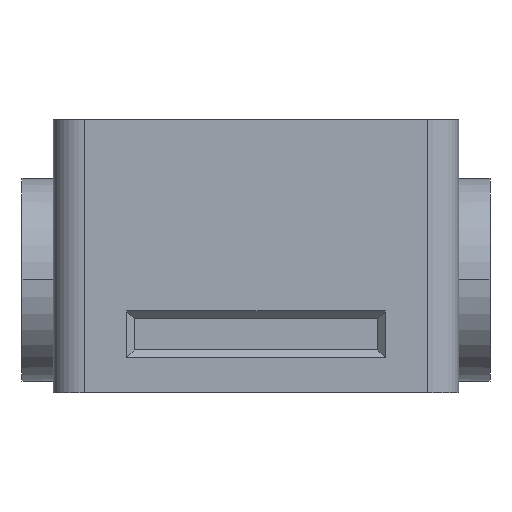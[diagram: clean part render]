
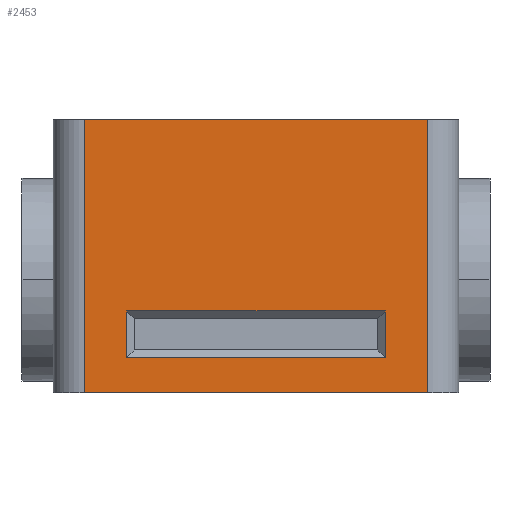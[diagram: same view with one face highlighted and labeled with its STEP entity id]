
A CAD part, left-side view. The second image highlights one B-rep face of the part: STEP entity #2453.
In plain terms, the highlighted planar face has unit normal (-1, 0, 0).
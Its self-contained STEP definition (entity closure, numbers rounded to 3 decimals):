
#158 = EDGE_CURVE ( 'NONE', #1937, #1871, #868, .T. ) ;
#184 = EDGE_CURVE ( 'NONE', #1871, #1952, #946, .T. ) ;
#186 = EDGE_CURVE ( 'NONE', #1952, #1868, #952, .T. ) ;
#187 = EDGE_CURVE ( 'NONE', #1937, #1868, #955, .T. ) ;
#429 = EDGE_CURVE ( 'NONE', #1872, #1870, #1247, .T. ) ;
#433 = EDGE_CURVE ( 'NONE', #1870, #1869, #1259, .T. ) ;
#436 = EDGE_CURVE ( 'NONE', #1869, #1867, #1268, .T. ) ;
#438 = EDGE_CURVE ( 'NONE', #1867, #1872, #1274, .T. ) ;
#668 = ORIENTED_EDGE ( 'NONE', *, *, #158, .F. ) ;
#669 = ORIENTED_EDGE ( 'NONE', *, *, #186, .F. ) ;
#670 = ORIENTED_EDGE ( 'NONE', *, *, #184, .F. ) ;
#671 = ORIENTED_EDGE ( 'NONE', *, *, #187, .T. ) ;
#672 = ORIENTED_EDGE ( 'NONE', *, *, #429, .F. ) ;
#673 = ORIENTED_EDGE ( 'NONE', *, *, #433, .F. ) ;
#674 = ORIENTED_EDGE ( 'NONE', *, *, #438, .F. ) ;
#676 = ORIENTED_EDGE ( 'NONE', *, *, #436, .F. ) ;
#868 = LINE ( 'NONE', #869, #2509 ) ;
#869 = CARTESIAN_POINT ( 'NONE',  ( -79.9, 0., 0. ) ) ;
#870 = DIRECTION ( 'NONE',  ( 0., 1., 0. ) ) ;
#946 = LINE ( 'NONE', #947, #2534 ) ;
#947 = CARTESIAN_POINT ( 'NONE',  ( -79.9, 22., 17.5 ) ) ;
#948 = DIRECTION ( 'NONE',  ( 0., 0., 1. ) ) ;
#952 = LINE ( 'NONE', #953, #2535 ) ;
#953 = CARTESIAN_POINT ( 'NONE',  ( -79.9, 0., 35. ) ) ;
#954 = DIRECTION ( 'NONE',  ( 0., -1., 0. ) ) ;
#955 = LINE ( 'NONE', #956, #2536 ) ;
#956 = CARTESIAN_POINT ( 'NONE',  ( -79.9, -22., 17.5 ) ) ;
#957 = DIRECTION ( 'NONE',  ( 0., 0., 1. ) ) ;
#1247 = LINE ( 'NONE', #1248, #1645 ) ;
#1248 = CARTESIAN_POINT ( 'NONE',  ( -79.9, -16.6, 17.5 ) ) ;
#1249 = DIRECTION ( 'NONE',  ( 0., 0., 1. ) ) ;
#1259 = LINE ( 'NONE', #1260, #1651 ) ;
#1260 = CARTESIAN_POINT ( 'NONE',  ( -79.9, 0., 10.5 ) ) ;
#1261 = DIRECTION ( 'NONE',  ( 0., 1., 0. ) ) ;
#1268 = LINE ( 'NONE', #1269, #1655 ) ;
#1269 = CARTESIAN_POINT ( 'NONE',  ( -79.9, 16.6, 17.5 ) ) ;
#1270 = DIRECTION ( 'NONE',  ( 0., 0., -1. ) ) ;
#1274 = LINE ( 'NONE', #1275, #1658 ) ;
#1275 = CARTESIAN_POINT ( 'NONE',  ( -79.9, 0., 4.5 ) ) ;
#1276 = DIRECTION ( 'NONE',  ( 0., -1., 0. ) ) ;
#1307 = CARTESIAN_POINT ( 'NONE',  ( -79.9, 16.6, 4.5 ) ) ;
#1308 = CARTESIAN_POINT ( 'NONE',  ( -79.9, -22., 35. ) ) ;
#1309 = CARTESIAN_POINT ( 'NONE',  ( -79.9, 16.6, 10.5 ) ) ;
#1310 = CARTESIAN_POINT ( 'NONE',  ( -79.9, -16.6, 10.5 ) ) ;
#1311 = CARTESIAN_POINT ( 'NONE',  ( -79.9, 22., 0. ) ) ;
#1312 = CARTESIAN_POINT ( 'NONE',  ( -79.9, -16.6, 4.5 ) ) ;
#1377 = CARTESIAN_POINT ( 'NONE',  ( -79.9, -22., 0. ) ) ;
#1392 = CARTESIAN_POINT ( 'NONE',  ( -79.9, 22., 35. ) ) ;
#1645 = VECTOR ( 'NONE', #1249, 1000. ) ;
#1651 = VECTOR ( 'NONE', #1261, 1000. ) ;
#1655 = VECTOR ( 'NONE', #1270, 1000. ) ;
#1658 = VECTOR ( 'NONE', #1276, 1000. ) ;
#1738 = FACE_BOUND ( 'NONE', #2121, .T. ) ;
#1744 = FACE_OUTER_BOUND ( 'NONE', #2122, .T. ) ;
#1746 = AXIS2_PLACEMENT_3D ( 'NONE', #2865, #2866, #2867 ) ;
#1867 = VERTEX_POINT ( 'NONE', #1307 ) ;
#1868 = VERTEX_POINT ( 'NONE', #1308 ) ;
#1869 = VERTEX_POINT ( 'NONE', #1309 ) ;
#1870 = VERTEX_POINT ( 'NONE', #1310 ) ;
#1871 = VERTEX_POINT ( 'NONE', #1311 ) ;
#1872 = VERTEX_POINT ( 'NONE', #1312 ) ;
#1937 = VERTEX_POINT ( 'NONE', #1377 ) ;
#1952 = VERTEX_POINT ( 'NONE', #1392 ) ;
#2121 = EDGE_LOOP ( 'NONE', ( #676, #673, #672, #674 ) ) ;
#2122 = EDGE_LOOP ( 'NONE', ( #671, #669, #670, #668 ) ) ;
#2453 = ADVANCED_FACE ( 'NONE', ( #1738, #1744 ), #2864, .F. ) ;
#2509 = VECTOR ( 'NONE', #870, 1000. ) ;
#2534 = VECTOR ( 'NONE', #948, 1000. ) ;
#2535 = VECTOR ( 'NONE', #954, 1000. ) ;
#2536 = VECTOR ( 'NONE', #957, 1000. ) ;
#2864 = PLANE ( 'NONE',  #1746 ) ;
#2865 = CARTESIAN_POINT ( 'NONE',  ( -79.9, -22., 35. ) ) ;
#2866 = DIRECTION ( 'NONE',  ( 1., 0., 0. ) ) ;
#2867 = DIRECTION ( 'NONE',  ( 0., 0., -1. ) ) ;
